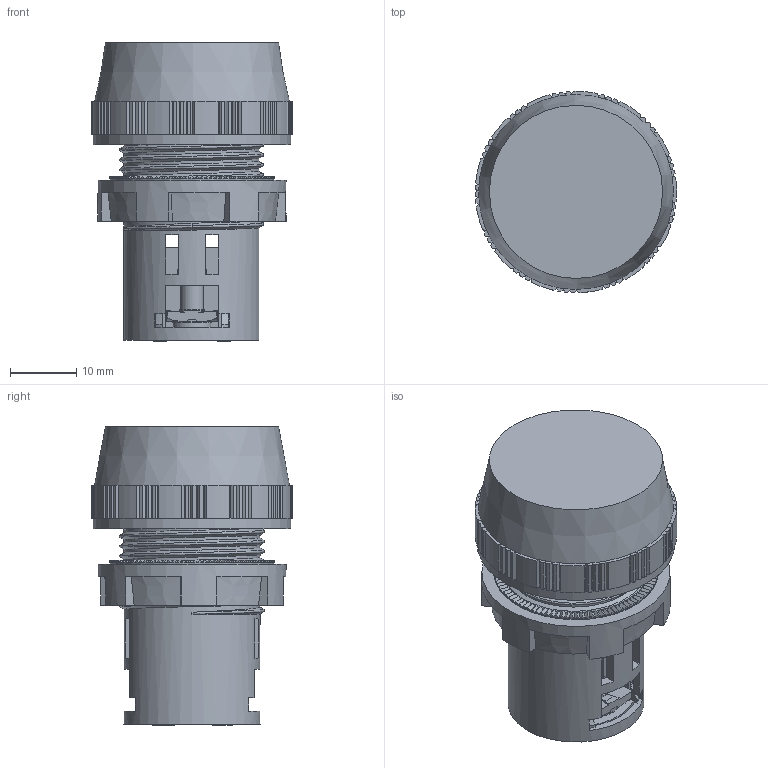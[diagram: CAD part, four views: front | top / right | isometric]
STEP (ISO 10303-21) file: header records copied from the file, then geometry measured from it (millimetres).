
FILE_DESCRIPTION((''),'2;1');
FILE_NAME('W22 UNR with Ext. Lens.stp','2015-12-23T10:12:10',('cbunnell'),(''),'Autodesk Inventor 2013','Autodesk Inventor 2013','');
FILE_SCHEMA(('AUTOMOTIVE_DESIGN { 1 0 10303 214 1 1 1 1 }'));
Length unit declared in the file: millimetre
Products named in the file (31): 22P30273G01; 22P30265H01; 22P30266H01; 22P30270G01; 22P30269H01; 10E30009H01; 10E30006H01; 10E40002H01; 10E20002H01; 22P30272H01; 10H10049G01; 10H10048H01; 10H10011H01; 22P90090H01; 22P90091H01; 22P30214H01; 22P30269H01_Rev5; Board22P30269H01_Rev5; D322P30269H01_Rev5; User_Library-Bridge_SMD_TO-269AA; R722P30269H01_Rev5; SW3dPS-R1206; R622P30269H01_Rev5; R222P30269H01_Rev5; R522P30269H01_Rev5; SW3dPS-R0805; R422P30269H01_Rev5; R122P30269H01_Rev5; R322P30269H01_Rev5; D122P30269H01_Rev5; User_Library-0121-02000002R-Rev_01
Assembly tree (38 placements, depth 4):
  22P30273G01
    22P30265H01
    22P30266H01
    22P30270G01
      22P30269H01
      10E30009H01  x2
      10E30006H01
      10E40002H01
      10E20002H01
    22P30272H01  x2
    10H10049G01  x2
      10H10048H01
      10H10011H01
    22P90090H01
    22P90091H01
    22P30214H01
    22P30269H01_Rev5
      Board22P30269H01_Rev5
      D322P30269H01_Rev5
        User_Library-Bridge_SMD_TO-269AA
      R722P30269H01_Rev5
        SW3dPS-R1206
      R622P30269H01_Rev5
        SW3dPS-R1206
      R222P30269H01_Rev5
        SW3dPS-R1206
      R522P30269H01_Rev5
        SW3dPS-R0805
      R422P30269H01_Rev5
        SW3dPS-R0805
      R122P30269H01_Rev5
        SW3dPS-R1206
      R322P30269H01_Rev5
        SW3dPS-R1206
      D122P30269H01_Rev5
        User_Library-0121-02000002R-Rev_01
Bounding box: 30.5 x 30.5 x 45.2 mm (x, y, z)
Volume: 11481.7 mm3; surface area: 16869.9 mm2
Topology: 29 solids, 32 shells, 3593 faces, 10002 edges, 6544 vertices
Faces by surface type: plane 2526, cylinder 463, bspline 339, cone 166, sphere 57, torus 42
Full cylindrical faces by diameter (mm): 0.813 x2, 1.067 x2, 2.45 x2, 2.85 x2, 3.1 x2, 3.15 x2, 3.39 x2, 3.7 x2, 4.3 x2, 5.9 x2, 6.5 x1, 6.713 x2, 17.213 x1, 18 x1, 18.468 x1, 22.35 x3, 22.5 x1, 23.577 x1, 24.29 x1, 24.95 x1, 25.8 x1, 27.452 x1, 28.5 x1, 30 x1
Entity records: 111190 total; most frequent: CARTESIAN_POINT 34059, ORIENTED_EDGE 16718, DIRECTION 14200, EDGE_CURVE 8363, VECTOR 5516, LINE 5516, VERTEX_POINT 5479, AXIS2_PLACEMENT_3D 4342
